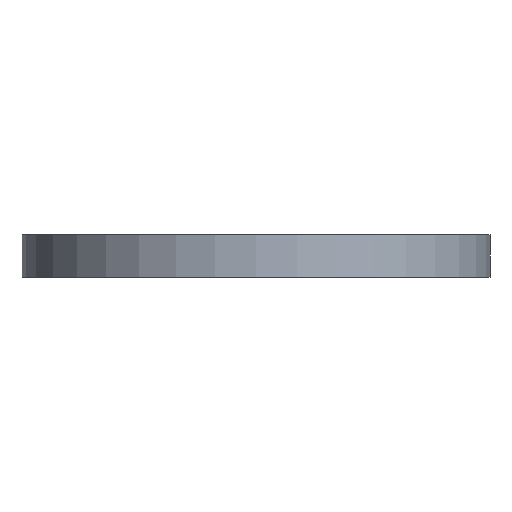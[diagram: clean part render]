
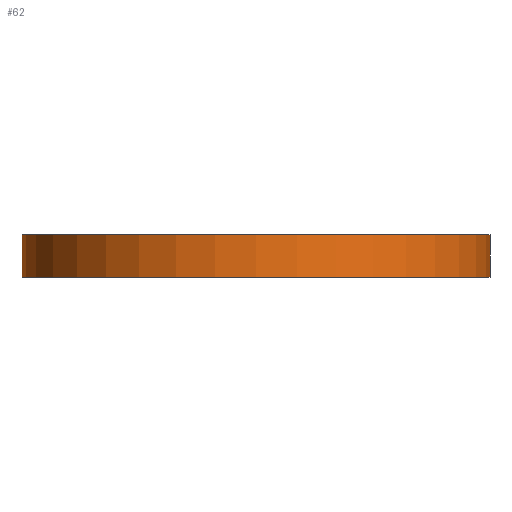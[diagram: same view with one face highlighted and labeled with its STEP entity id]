
A CAD part, front view. The second image highlights one B-rep face of the part: STEP entity #62.
In plain terms, the highlighted cylindrical face has radius 20.2 mm (diameter 40.4 mm), a full revolution.
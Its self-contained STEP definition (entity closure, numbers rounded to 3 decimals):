
#20=FACE_OUTER_BOUND('',#24,.T.);
#24=EDGE_LOOP('',(#51,#52,#53,#54));
#30=LINE('',#124,#32);
#32=VECTOR('',#106,20.2);
#35=CIRCLE('',#89,20.2);
#36=CIRCLE('',#90,20.2);
#39=VERTEX_POINT('',#121);
#40=VERTEX_POINT('',#123);
#44=EDGE_CURVE('',#39,#39,#35,.T.);
#45=EDGE_CURVE('',#39,#40,#30,.T.);
#46=EDGE_CURVE('',#40,#40,#36,.T.);
#51=ORIENTED_EDGE('',*,*,#44,.F.);
#52=ORIENTED_EDGE('',*,*,#45,.T.);
#53=ORIENTED_EDGE('',*,*,#46,.F.);
#54=ORIENTED_EDGE('',*,*,#45,.F.);
#60=CYLINDRICAL_SURFACE('',#88,20.2);
#62=ADVANCED_FACE('',(#20),#60,.T.);
#88=AXIS2_PLACEMENT_3D('',#120,#102,#103);
#89=AXIS2_PLACEMENT_3D('',#122,#104,#105);
#90=AXIS2_PLACEMENT_3D('',#125,#107,#108);
#102=DIRECTION('center_axis',(0.,0.,1.));
#103=DIRECTION('ref_axis',(-1.,0.,0.));
#104=DIRECTION('center_axis',(0.,0.,1.));
#105=DIRECTION('ref_axis',(-1.,0.,0.));
#106=DIRECTION('',(0.,0.,-1.));
#107=DIRECTION('center_axis',(0.,0.,-1.));
#108=DIRECTION('ref_axis',(-1.,0.,0.));
#120=CARTESIAN_POINT('Origin',(0.,0.,0.));
#121=CARTESIAN_POINT('',(20.2,0.,3.7));
#122=CARTESIAN_POINT('Origin',(0.,0.,3.7));
#123=CARTESIAN_POINT('',(20.2,0.,0.));
#124=CARTESIAN_POINT('',(20.2,0.,0.));
#125=CARTESIAN_POINT('Origin',(0.,0.,0.));
